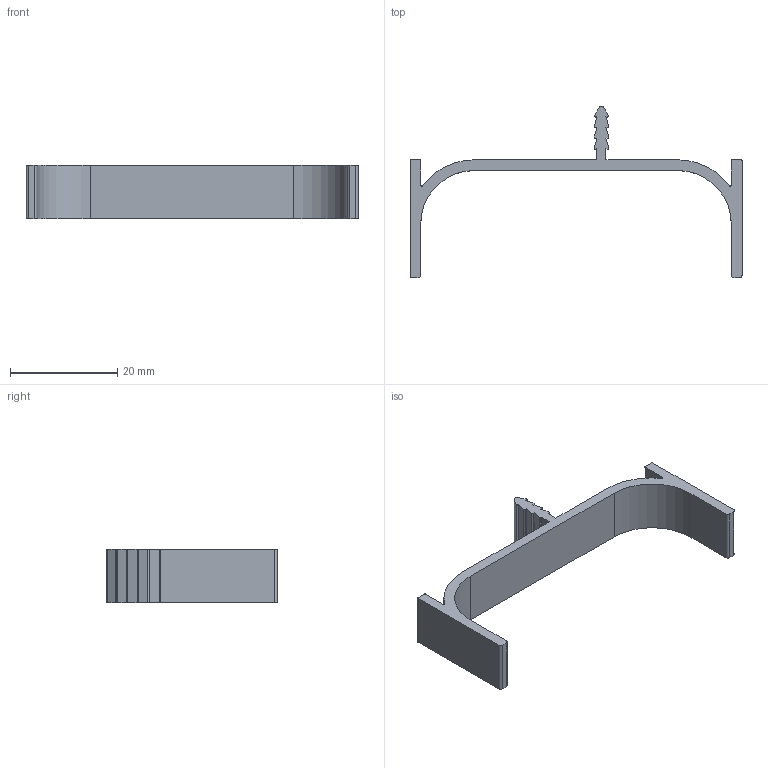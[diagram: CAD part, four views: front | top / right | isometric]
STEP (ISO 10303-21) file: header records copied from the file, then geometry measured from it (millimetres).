
FILE_DESCRIPTION(/* description */ ('C-Profil senkrecht'),/* implementation_level */ '2;1');
FILE_NAME(/* name */ '901010.stp',/* time_stamp */ '2020-08-24T10:32:23+02:00',/* author */ ('selema'),/* organization */ (''),/* preprocessor_version */ 'ST-DEVELOPER v15.6',/* originating_system */ 'Autodesk Inventor 2015',/* authorisation */ '');
FILE_SCHEMA (('AUTOMOTIVE_DESIGN { 1 0 10303 214 3 1 1 }'));
Length unit declared in the file: millimetre
Products named in the file (1): MP00518701
Bounding box: 62 x 32 x 10 mm (x, y, z)
Volume: 2354.2 mm3; surface area: 2818.8 mm2
Topology: 1 solids, 1 shells, 56 faces, 162 edges, 108 vertices
Faces by surface type: plane 33, cylinder 23
Entity records: 1876 total; most frequent: CARTESIAN_POINT 327, ORIENTED_EDGE 324, DIRECTION 322, EDGE_CURVE 162, LINE 116, VECTOR 116, VERTEX_POINT 108, AXIS2_PLACEMENT_3D 103
